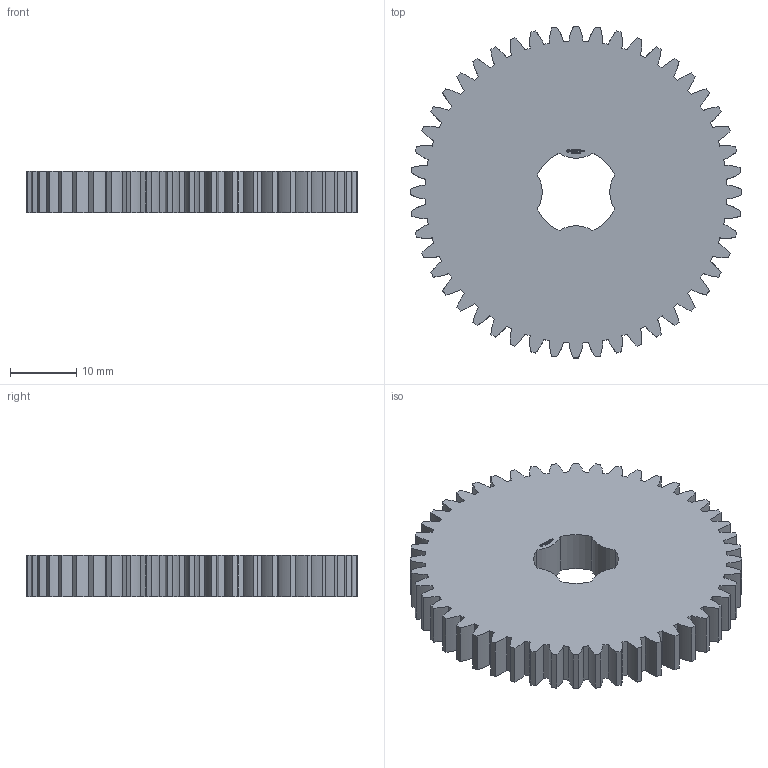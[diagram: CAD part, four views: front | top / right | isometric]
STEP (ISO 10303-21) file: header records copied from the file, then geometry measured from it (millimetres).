
FILE_DESCRIPTION(('FreeCAD Model'),'2;1');
FILE_NAME('Open CASCADE Shape Model','2024-03-10T17:59:44',(''),(''), 'Open CASCADE STEP processor 7.6','FreeCAD','Unknown');
FILE_SCHEMA(('AUTOMOTIVE_DESIGN { 1 0 10303 214 1 1 1 1 }'));
Products named in the file (1): Gear Wheel PLN TTH48 BU00.50 SFT-SHD - SPN-GWH-0170 (stemfie.org)
Bounding box: 49.99 x 49.99 x 6.25 mm (x, y, z)
Volume: 10547.9 mm3; surface area: 5543.3 mm2
Topology: 1 solids, 1 shells, 635 faces, 1809 edges, 1206 vertices
Faces by surface type: plane 319, extrusion 308, cylinder 8
Entity records: 57496 total; most frequent: CARTESIAN_POINT 18999, DIRECTION 5175, VECTOR 4471, LINE 4163, ORIENTED_EDGE 3618, PCURVE 3618, DEFINITIONAL_REPRESENTATION 3618, EDGE_CURVE 1809
